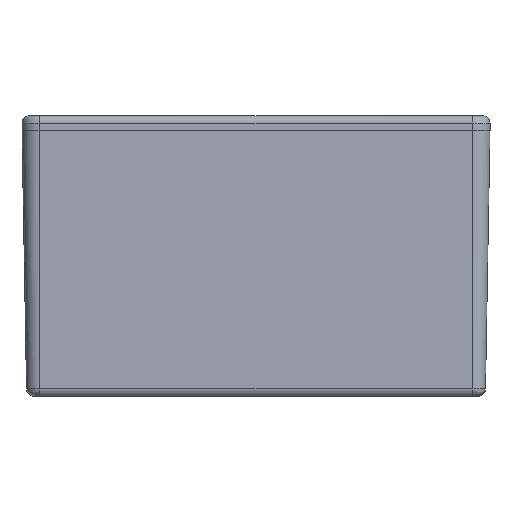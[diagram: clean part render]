
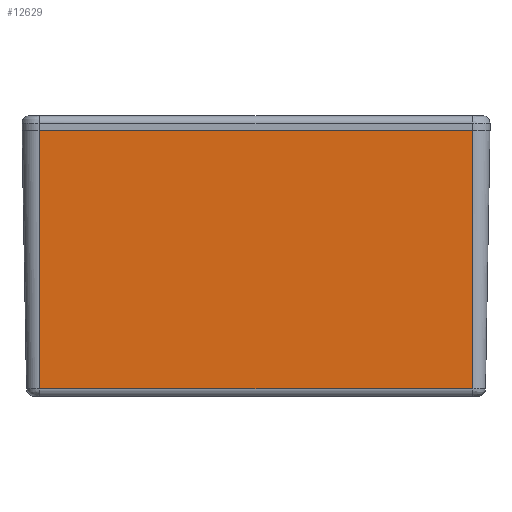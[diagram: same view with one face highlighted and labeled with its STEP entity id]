
A CAD part, left-side view. The second image highlights one B-rep face of the part: STEP entity #12629.
In plain terms, the highlighted planar face has unit normal (-1, 0, -0.018).
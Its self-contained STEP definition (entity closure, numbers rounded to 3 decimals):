
#559 = VECTOR ( 'NONE', #7732, 1000. ) ;
#725 = CARTESIAN_POINT ( 'NONE',  ( -83., -58.719, 0. ) ) ;
#1626 = CARTESIAN_POINT ( 'NONE',  ( -83., -58.719, 0. ) ) ;
#1956 = CARTESIAN_POINT ( 'NONE',  ( -83., -58.719, 0. ) ) ;
#2325 = VECTOR ( 'NONE', #21953, 1000. ) ;
#2962 = ORIENTED_EDGE ( 'NONE', *, *, #18173, .T. ) ;
#3493 = DIRECTION ( 'NONE',  ( 0.017, 0., -1. ) ) ;
#4179 = VECTOR ( 'NONE', #11969, 1000. ) ;
#4548 = FACE_OUTER_BOUND ( 'NONE', #17566, .T. ) ;
#5514 = LINE ( 'NONE', #18698, #559 ) ;
#7732 = DIRECTION ( 'NONE',  ( 0., -1., 0. ) ) ;
#9087 = LINE ( 'NONE', #17439, #4179 ) ;
#9261 = CARTESIAN_POINT ( 'NONE',  ( -83., -58.719, 0. ) ) ;
#10474 = VECTOR ( 'NONE', #3493, 1000. ) ;
#11870 = DIRECTION ( 'NONE',  ( -0.017, 0., 1. ) ) ;
#11969 = DIRECTION ( 'NONE',  ( 0.017, 0., -1. ) ) ;
#12629 = ADVANCED_FACE ( 'NONE', ( #4548 ), #20875, .T. ) ;
#13531 = CARTESIAN_POINT ( 'NONE',  ( -81.778, 58.719, -70.035 ) ) ;
#13626 = VERTEX_POINT ( 'NONE', #20475 ) ;
#15053 = VERTEX_POINT ( 'NONE', #13531 ) ;
#15259 = ORIENTED_EDGE ( 'NONE', *, *, #18033, .F. ) ;
#15421 = LINE ( 'NONE', #1626, #10474 ) ;
#15903 = EDGE_CURVE ( 'NONE', #19171, #15053, #9087, .T. ) ;
#16209 = EDGE_CURVE ( 'NONE', #17516, #13626, #15421, .T. ) ;
#16474 = LINE ( 'NONE', #9261, #2325 ) ;
#17439 = CARTESIAN_POINT ( 'NONE',  ( -83., 58.719, 0. ) ) ;
#17516 = VERTEX_POINT ( 'NONE', #1956 ) ;
#17566 = EDGE_LOOP ( 'NONE', ( #18053, #2962, #19769, #15259 ) ) ;
#17961 = CARTESIAN_POINT ( 'NONE',  ( -83., 58.719, 0. ) ) ;
#18033 = EDGE_CURVE ( 'NONE', #19171, #17516, #16474, .T. ) ;
#18053 = ORIENTED_EDGE ( 'NONE', *, *, #15903, .T. ) ;
#18173 = EDGE_CURVE ( 'NONE', #15053, #13626, #5514, .T. ) ;
#18698 = CARTESIAN_POINT ( 'NONE',  ( -81.778, -58.719, -70.035 ) ) ;
#19171 = VERTEX_POINT ( 'NONE', #17961 ) ;
#19769 = ORIENTED_EDGE ( 'NONE', *, *, #16209, .F. ) ;
#20475 = CARTESIAN_POINT ( 'NONE',  ( -81.778, -58.719, -70.035 ) ) ;
#20875 = PLANE ( 'NONE',  #22373 ) ;
#21953 = DIRECTION ( 'NONE',  ( 0., -1., 0. ) ) ;
#22373 = AXIS2_PLACEMENT_3D ( 'NONE', #725, #22678, #11870 ) ;
#22678 = DIRECTION ( 'NONE',  ( -1., 0., -0.017 ) ) ;
